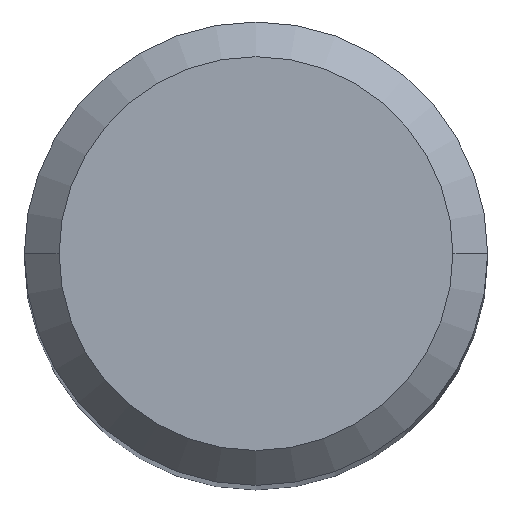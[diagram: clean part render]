
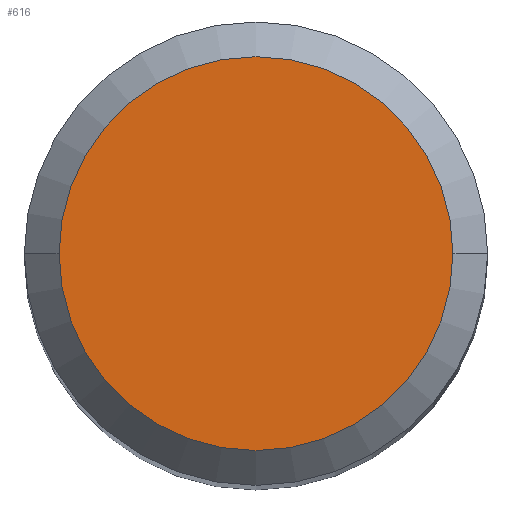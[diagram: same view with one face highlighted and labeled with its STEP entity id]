
A CAD part, top view. The second image highlights one B-rep face of the part: STEP entity #616.
In plain terms, the highlighted planar face has unit normal (0, 0, 1).
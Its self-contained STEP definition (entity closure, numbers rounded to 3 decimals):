
#44 = DIRECTION ( 'NONE',  ( 1., 0., 0. ) ) ;
#51 = VERTEX_POINT ( 'NONE', #204 ) ;
#58 = CARTESIAN_POINT ( 'NONE',  ( 0., 0., 75. ) ) ;
#106 = ORIENTED_EDGE ( 'NONE', *, *, #828, .T. ) ;
#114 = CARTESIAN_POINT ( 'NONE',  ( 0., 0., 75. ) ) ;
#163 = FACE_OUTER_BOUND ( 'NONE', #276, .T. ) ;
#204 = CARTESIAN_POINT ( 'NONE',  ( -3.4, 0., 75. ) ) ;
#264 = VERTEX_POINT ( 'NONE', #681 ) ;
#276 = EDGE_LOOP ( 'NONE', ( #106, #688 ) ) ;
#321 = CIRCLE ( 'NONE', #390, 3.4 ) ;
#331 = AXIS2_PLACEMENT_3D ( 'NONE', #429, #634, #375 ) ;
#375 = DIRECTION ( 'NONE',  ( 1., 0., 0. ) ) ;
#390 = AXIS2_PLACEMENT_3D ( 'NONE', #114, #392, #44 ) ;
#392 = DIRECTION ( 'NONE',  ( 0., 0., 1. ) ) ;
#404 = DIRECTION ( 'NONE',  ( 0., 0., 1. ) ) ;
#429 = CARTESIAN_POINT ( 'NONE',  ( 0., 4., 75. ) ) ;
#486 = PLANE ( 'NONE',  #331 ) ;
#553 = CIRCLE ( 'NONE', #612, 3.4 ) ;
#612 = AXIS2_PLACEMENT_3D ( 'NONE', #58, #404, #683 ) ;
#616 = ADVANCED_FACE ( 'NONE', ( #163 ), #486, .T. ) ;
#634 = DIRECTION ( 'NONE',  ( 0., 0., 1. ) ) ;
#681 = CARTESIAN_POINT ( 'NONE',  ( 3.4, 0., 75. ) ) ;
#683 = DIRECTION ( 'NONE',  ( 1., 0., 0. ) ) ;
#688 = ORIENTED_EDGE ( 'NONE', *, *, #737, .T. ) ;
#737 = EDGE_CURVE ( 'NONE', #264, #51, #321, .T. ) ;
#828 = EDGE_CURVE ( 'NONE', #51, #264, #553, .T. ) ;
